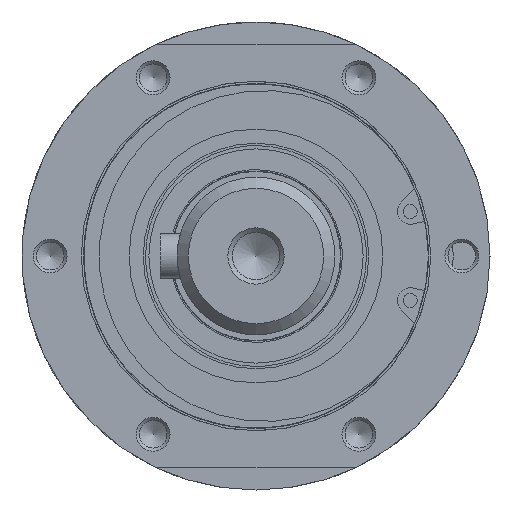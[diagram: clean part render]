
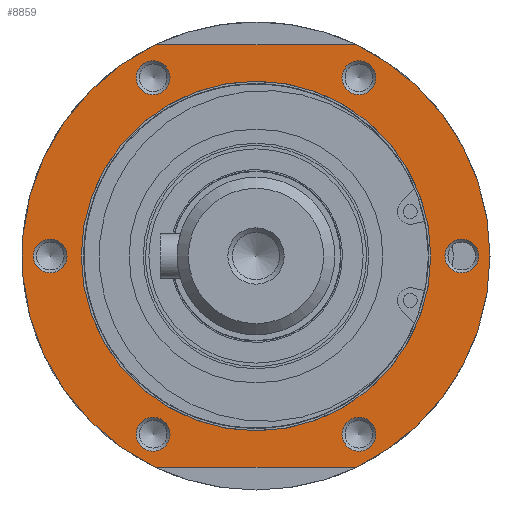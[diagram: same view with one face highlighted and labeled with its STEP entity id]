
A CAD part, left-side view. The second image highlights one B-rep face of the part: STEP entity #8859.
In plain terms, the highlighted planar face has unit normal (-1, 0, 0).
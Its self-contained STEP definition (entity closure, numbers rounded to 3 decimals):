
#169=FACE_BOUND('',#1092,.T.);
#170=FACE_BOUND('',#1093,.T.);
#171=FACE_BOUND('',#1094,.T.);
#172=FACE_BOUND('',#1095,.T.);
#173=FACE_BOUND('',#1096,.T.);
#174=FACE_BOUND('',#1097,.T.);
#175=FACE_BOUND('',#1098,.T.);
#224=PLANE('',#9527);
#522=FACE_OUTER_BOUND('',#1091,.T.);
#1091=EDGE_LOOP('',(#5682,#5683,#5684,#5685,#5686));
#1092=EDGE_LOOP('',(#5687));
#1093=EDGE_LOOP('',(#5688));
#1094=EDGE_LOOP('',(#5689));
#1095=EDGE_LOOP('',(#5690,#5691));
#1096=EDGE_LOOP('',(#5692));
#1097=EDGE_LOOP('',(#5693));
#1098=EDGE_LOOP('',(#5694));
#1697=LINE('',#13882,#2224);
#1701=LINE('',#13893,#2228);
#2224=VECTOR('',#10806,10.);
#2228=VECTOR('',#10816,10.);
#2759=CIRCLE('',#9520,41.5);
#2760=CIRCLE('',#9521,41.5);
#2761=CIRCLE('',#9522,41.5);
#2762=CIRCLE('',#9524,3.);
#2765=CIRCLE('',#9528,3.);
#2766=CIRCLE('',#9529,3.);
#2767=CIRCLE('',#9530,3.);
#2768=CIRCLE('',#9531,31.);
#2769=CIRCLE('',#9532,31.);
#2770=CIRCLE('',#9533,3.);
#2771=CIRCLE('',#9534,3.);
#3447=VERTEX_POINT('',#13879);
#3448=VERTEX_POINT('',#13881);
#3451=VERTEX_POINT('',#13890);
#3452=VERTEX_POINT('',#13892);
#3455=VERTEX_POINT('',#13900);
#3456=VERTEX_POINT('',#13906);
#3459=VERTEX_POINT('',#13914);
#3460=VERTEX_POINT('',#13916);
#3461=VERTEX_POINT('',#13918);
#3462=VERTEX_POINT('',#13920);
#3463=VERTEX_POINT('',#13921);
#3464=VERTEX_POINT('',#13924);
#3465=VERTEX_POINT('',#13926);
#4331=EDGE_CURVE('',#3448,#3447,#1697,.T.);
#4336=EDGE_CURVE('',#3452,#3451,#1701,.T.);
#4341=EDGE_CURVE('',#3455,#3447,#2759,.T.);
#4342=EDGE_CURVE('',#3448,#3451,#2760,.T.);
#4343=EDGE_CURVE('',#3452,#3455,#2761,.T.);
#4344=EDGE_CURVE('',#3456,#3456,#2762,.T.);
#4348=EDGE_CURVE('',#3459,#3459,#2765,.T.);
#4349=EDGE_CURVE('',#3460,#3460,#2766,.T.);
#4350=EDGE_CURVE('',#3461,#3461,#2767,.T.);
#4351=EDGE_CURVE('',#3462,#3463,#2768,.T.);
#4352=EDGE_CURVE('',#3463,#3462,#2769,.T.);
#4353=EDGE_CURVE('',#3464,#3464,#2770,.T.);
#4354=EDGE_CURVE('',#3465,#3465,#2771,.T.);
#5682=ORIENTED_EDGE('',*,*,#4331,.T.);
#5683=ORIENTED_EDGE('',*,*,#4341,.F.);
#5684=ORIENTED_EDGE('',*,*,#4343,.F.);
#5685=ORIENTED_EDGE('',*,*,#4336,.T.);
#5686=ORIENTED_EDGE('',*,*,#4342,.F.);
#5687=ORIENTED_EDGE('',*,*,#4348,.F.);
#5688=ORIENTED_EDGE('',*,*,#4349,.F.);
#5689=ORIENTED_EDGE('',*,*,#4350,.F.);
#5690=ORIENTED_EDGE('',*,*,#4351,.T.);
#5691=ORIENTED_EDGE('',*,*,#4352,.T.);
#5692=ORIENTED_EDGE('',*,*,#4353,.F.);
#5693=ORIENTED_EDGE('',*,*,#4354,.F.);
#5694=ORIENTED_EDGE('',*,*,#4344,.F.);
#8859=ADVANCED_FACE('',(#522,#169,#170,#171,#172,#173,#174,#175),#224,.T.);
#9520=AXIS2_PLACEMENT_3D('',#13902,#10825,#10826);
#9521=AXIS2_PLACEMENT_3D('',#13903,#10827,#10828);
#9522=AXIS2_PLACEMENT_3D('',#13904,#10829,#10830);
#9524=AXIS2_PLACEMENT_3D('',#13907,#10833,#10834);
#9527=AXIS2_PLACEMENT_3D('',#13913,#10840,#10841);
#9528=AXIS2_PLACEMENT_3D('',#13915,#10842,#10843);
#9529=AXIS2_PLACEMENT_3D('',#13917,#10844,#10845);
#9530=AXIS2_PLACEMENT_3D('',#13919,#10846,#10847);
#9531=AXIS2_PLACEMENT_3D('',#13922,#10848,#10849);
#9532=AXIS2_PLACEMENT_3D('',#13923,#10850,#10851);
#9533=AXIS2_PLACEMENT_3D('',#13925,#10852,#10853);
#9534=AXIS2_PLACEMENT_3D('',#13927,#10854,#10855);
#10806=DIRECTION('',(0.,-1.,0.));
#10816=DIRECTION('',(0.,1.,0.));
#10825=DIRECTION('center_axis',(1.,0.,0.));
#10826=DIRECTION('ref_axis',(0.,1.,0.));
#10827=DIRECTION('center_axis',(1.,0.,0.));
#10828=DIRECTION('ref_axis',(0.,1.,0.));
#10829=DIRECTION('center_axis',(1.,0.,0.));
#10830=DIRECTION('ref_axis',(0.,1.,0.));
#10833=DIRECTION('center_axis',(-1.,0.,0.));
#10834=DIRECTION('ref_axis',(0.,0.866,0.5));
#10840=DIRECTION('center_axis',(-1.,0.,0.));
#10841=DIRECTION('ref_axis',(0.,0.,
1.));
#10842=DIRECTION('center_axis',(-1.,0.,0.));
#10843=DIRECTION('ref_axis',(0.,0.,
1.));
#10844=DIRECTION('center_axis',(-1.,0.,0.));
#10845=DIRECTION('ref_axis',(0.,-0.866,0.5));
#10846=DIRECTION('center_axis',(-1.,0.,0.));
#10847=DIRECTION('ref_axis',(0.,-0.866,-0.5));
#10848=DIRECTION('center_axis',(1.,0.,0.));
#10849=DIRECTION('ref_axis',(0.,1.,0.));
#10850=DIRECTION('center_axis',(1.,0.,0.));
#10851=DIRECTION('ref_axis',(0.,1.,0.));
#10852=DIRECTION('center_axis',(-1.,0.,0.));
#10853=DIRECTION('ref_axis',(0.,0.,
-1.));
#10854=DIRECTION('center_axis',(-1.,0.,0.));
#10855=DIRECTION('ref_axis',(0.,0.866,-0.5));
#13879=CARTESIAN_POINT('',(-225.,-17.776,-37.5));
#13881=CARTESIAN_POINT('',(-225.,17.776,-37.5));
#13882=CARTESIAN_POINT('',(-225.,4.214,-37.5));
#13890=CARTESIAN_POINT('',(-225.,17.776,37.5));
#13892=CARTESIAN_POINT('',(-225.,-17.776,37.5));
#13893=CARTESIAN_POINT('',(-225.,32.036,37.5));
#13900=CARTESIAN_POINT('',(-225.,-41.5,0.));
#13902=CARTESIAN_POINT('Origin',(-225.,0.,0.));
#13903=CARTESIAN_POINT('Origin',(-225.,0.,0.));
#13904=CARTESIAN_POINT('Origin',(-225.,0.,0.));
#13906=CARTESIAN_POINT('',(-225.,-20.848,30.11));
#13907=CARTESIAN_POINT('Origin',(-225.,-18.25,31.61));
#13913=CARTESIAN_POINT('Origin',(-225.,36.25,0.));
#13914=CARTESIAN_POINT('',(-225.,-36.5,-3.));
#13915=CARTESIAN_POINT('Origin',(-225.,-36.5,0.));
#13916=CARTESIAN_POINT('',(-225.,-15.652,-33.11));
#13917=CARTESIAN_POINT('Origin',(-225.,-18.25,-31.61));
#13918=CARTESIAN_POINT('',(-225.,20.848,-30.11));
#13919=CARTESIAN_POINT('Origin',(-225.,18.25,-31.61));
#13920=CARTESIAN_POINT('',(-225.,31.,0.));
#13921=CARTESIAN_POINT('',(-225.,-31.,0.));
#13922=CARTESIAN_POINT('Origin',(-225.,0.,0.));
#13923=CARTESIAN_POINT('Origin',(-225.,0.,0.));
#13924=CARTESIAN_POINT('',(-225.,36.5,3.));
#13925=CARTESIAN_POINT('Origin',(-225.,36.5,0.));
#13926=CARTESIAN_POINT('',(-225.,15.652,33.11));
#13927=CARTESIAN_POINT('Origin',(-225.,18.25,31.61));
